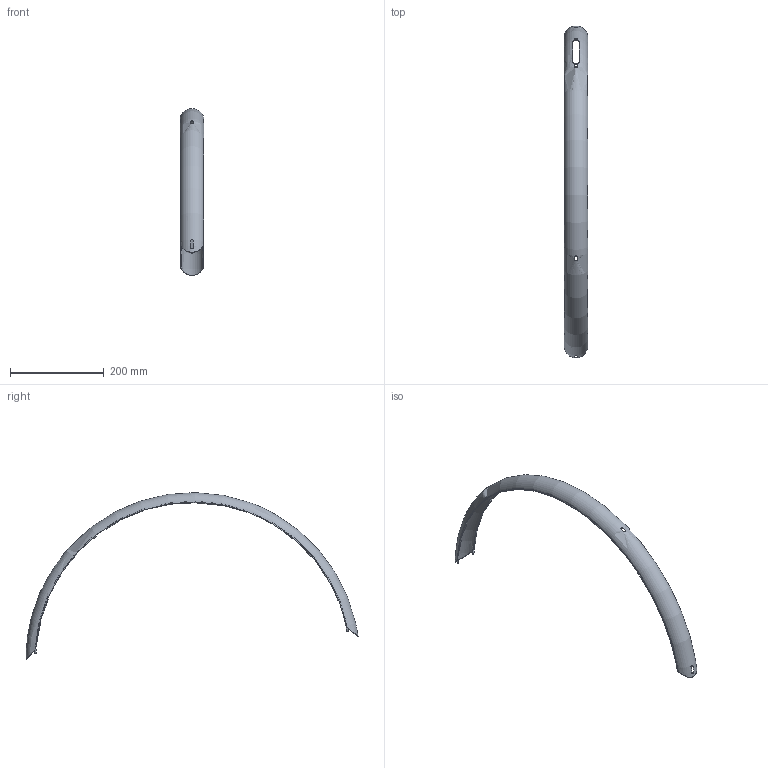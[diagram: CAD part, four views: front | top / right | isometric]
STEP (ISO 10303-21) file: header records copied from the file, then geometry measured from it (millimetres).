
FILE_DESCRIPTION(/* description */ (''),/* implementation_level */ '2;1');
FILE_NAME(/* name */ 'Garde boue R 355 .step',/* time_stamp */ '2020-11-23T18:52:40+01:00',/* author */ (''),/* organization */ (''),/* preprocessor_version */ 'ST-DEVELOPER v18.1',/* originating_system */ 'Autodesk Translation Framework v9.3.0.1241',/* authorisation */ '');
FILE_SCHEMA (('AUTOMOTIVE_DESIGN { 1 0 10303 214 3 1 1 }'));
Length unit declared in the file: millimetre
Products named in the file (1): Garde boue R 355
Bounding box: 51 x 706.53 x 354.94 mm (x, y, z)
Volume: 54657.6 mm3; surface area: 155132.9 mm2
Topology: 1 solids, 1 shells, 27 faces, 76 edges, 51 vertices
Faces by surface type: cylinder 13, plane 10, torus 4
Full cylindrical faces by diameter (mm): 5.5 x1
Entity records: 1870 total; most frequent: CARTESIAN_POINT 1152, ORIENTED_EDGE 152, DIRECTION 125, EDGE_CURVE 76, AXIS2_PLACEMENT_3D 52, VERTEX_POINT 51, EDGE_LOOP 39, B_SPLINE_CURVE_WITH_KNOTS 31
